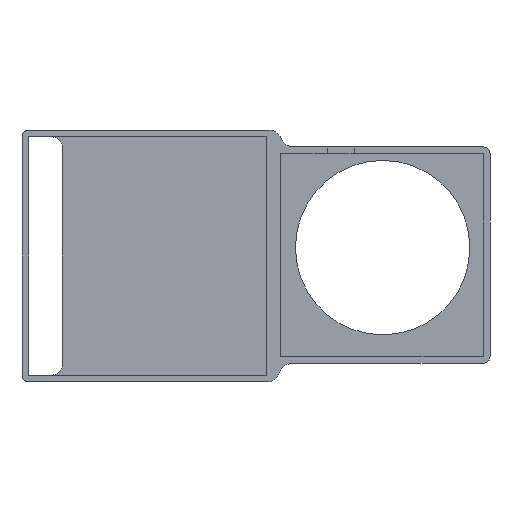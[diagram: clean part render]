
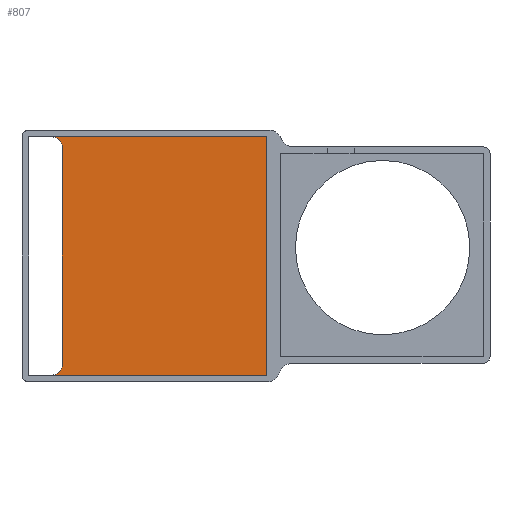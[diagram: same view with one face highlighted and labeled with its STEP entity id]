
A CAD part, front view. The second image highlights one B-rep face of the part: STEP entity #807.
In plain terms, the highlighted planar face has unit normal (0, -1, 0).
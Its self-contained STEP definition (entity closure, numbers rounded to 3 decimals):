
#28=PLANE('',#889);
#62=FACE_OUTER_BOUND('',#105,.T.);
#105=EDGE_LOOP('',(#626,#627,#628,#629,#630,#631));
#137=LINE('',#1168,#227);
#141=LINE('',#1180,#231);
#163=LINE('',#1253,#253);
#175=LINE('',#1281,#265);
#227=VECTOR('',#936,10.);
#231=VECTOR('',#948,10.);
#253=VECTOR('',#1010,10.);
#265=VECTOR('',#1038,10.);
#315=CIRCLE('',#855,1.5);
#317=CIRCLE('',#859,1.5);
#344=VERTEX_POINT('',#1158);
#345=VERTEX_POINT('',#1159);
#348=VERTEX_POINT('',#1167);
#350=VERTEX_POINT('',#1173);
#352=VERTEX_POINT('',#1179);
#383=VERTEX_POINT('',#1251);
#423=EDGE_CURVE('',#344,#345,#315,.T.);
#427=EDGE_CURVE('',#348,#345,#137,.T.);
#430=EDGE_CURVE('',#348,#350,#317,.T.);
#433=EDGE_CURVE('',#352,#350,#141,.T.);
#470=EDGE_CURVE('',#344,#383,#163,.T.);
#484=EDGE_CURVE('',#383,#352,#175,.T.);
#626=ORIENTED_EDGE('',*,*,#427,.T.);
#627=ORIENTED_EDGE('',*,*,#423,.F.);
#628=ORIENTED_EDGE('',*,*,#470,.T.);
#629=ORIENTED_EDGE('',*,*,#484,.T.);
#630=ORIENTED_EDGE('',*,*,#433,.T.);
#631=ORIENTED_EDGE('',*,*,#430,.F.);
#807=ADVANCED_FACE('',(#62),#28,.F.);
#855=AXIS2_PLACEMENT_3D('',#1160,#928,#929);
#859=AXIS2_PLACEMENT_3D('',#1174,#941,#942);
#889=AXIS2_PLACEMENT_3D('',#1280,#1036,#1037);
#928=DIRECTION('center_axis',(0.,-1.,0.));
#929=DIRECTION('ref_axis',(0.707,0.,-0.707));
#936=DIRECTION('',(0.,0.,-1.));
#941=DIRECTION('center_axis',(0.,-1.,0.));
#942=DIRECTION('ref_axis',(0.707,0.,0.707));
#948=DIRECTION('',(-1.,0.,0.));
#1010=DIRECTION('',(1.,0.,0.));
#1036=DIRECTION('center_axis',(0.,1.,0.));
#1037=DIRECTION('ref_axis',(0.,0.,1.));
#1038=DIRECTION('',(0.,0.,1.));
#1158=CARTESIAN_POINT('',(-32.,10.,-35.5));
#1159=CARTESIAN_POINT('',(-30.5,10.,-34.));
#1160=CARTESIAN_POINT('Origin',(-32.,10.,-34.));
#1167=CARTESIAN_POINT('',(-30.5,10.,-1.5));
#1168=CARTESIAN_POINT('',(-30.5,10.,-26.625));
#1173=CARTESIAN_POINT('',(-32.,10.,0.));
#1174=CARTESIAN_POINT('Origin',(-32.,10.,-1.5));
#1179=CARTESIAN_POINT('',(0.,10.,0.));
#1180=CARTESIAN_POINT('',(0.,10.,0.));
#1251=CARTESIAN_POINT('',(0.,10.,-35.5));
#1253=CARTESIAN_POINT('',(-35.5,10.,-35.5));
#1280=CARTESIAN_POINT('Origin',(-1.625,10.,-17.75));
#1281=CARTESIAN_POINT('',(0.,10.,-35.5));
